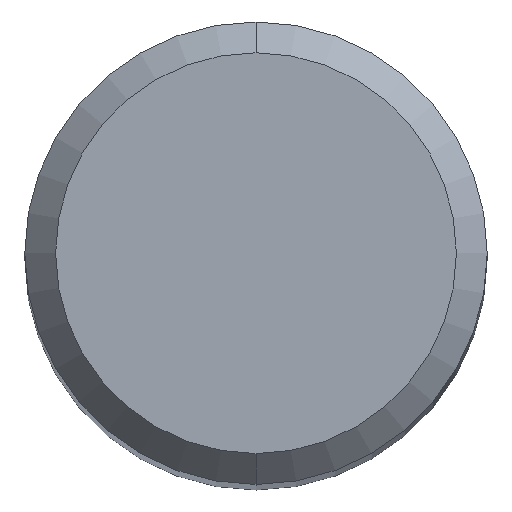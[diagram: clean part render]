
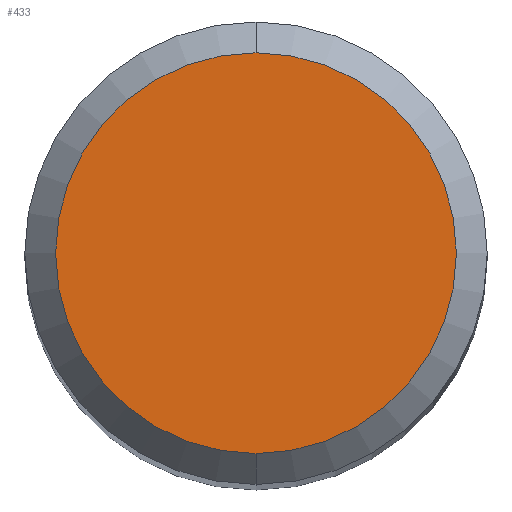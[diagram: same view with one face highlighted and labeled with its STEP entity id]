
A CAD part, top view. The second image highlights one B-rep face of the part: STEP entity #433.
In plain terms, the highlighted planar face has unit normal (0, 0, 1).
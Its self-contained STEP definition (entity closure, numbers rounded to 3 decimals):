
#433=ADVANCED_FACE('',(#998),#999,.T.);
#509=VERTEX_POINT('',#1086);
#545=EDGE_CURVE('',#509,#665,#1124,.T.);
#665=VERTEX_POINT('',#1252);
#689=EDGE_CURVE('',#665,#509,#1280,.T.);
#998=FACE_OUTER_BOUND('',#2294,.T.);
#999=PLANE('',#2295);
#1086=CARTESIAN_POINT('',(0.0,2.6,0.0));
#1124=CIRCLE('',#3001,2.6);
#1252=CARTESIAN_POINT('',(0.,-2.6,0.0));
#1280=CIRCLE('',#3645,2.6);
#2294=EDGE_LOOP('',(#4385,#4386));
#2295=AXIS2_PLACEMENT_3D('',#4387,#4388,#4389);
#3001=AXIS2_PLACEMENT_3D('',#4552,#4553,#4554);
#3645=AXIS2_PLACEMENT_3D('',#4725,#4726,#4727);
#4385=ORIENTED_EDGE('',*,*,#545,.F.);
#4386=ORIENTED_EDGE('',*,*,#689,.F.);
#4387=CARTESIAN_POINT('',(0.0,1.3,0.0));
#4388=DIRECTION('',(-0.0,0.0,1.0));
#4389=DIRECTION('',(0.0,-1.0,0.0));
#4552=CARTESIAN_POINT('',(0.0,0.0,0.0));
#4553=DIRECTION('',(0.0,0.0,-1.0));
#4554=DIRECTION('',(0.0,1.0,0.0));
#4725=CARTESIAN_POINT('',(0.0,0.0,0.0));
#4726=DIRECTION('',(0.0,0.0,-1.0));
#4727=DIRECTION('',(0.0,1.0,0.0));
